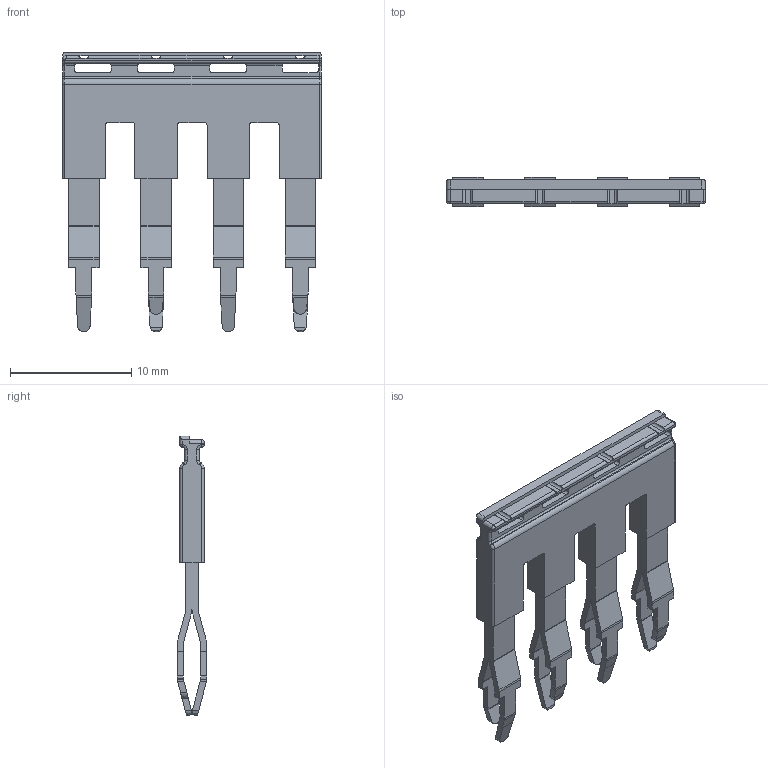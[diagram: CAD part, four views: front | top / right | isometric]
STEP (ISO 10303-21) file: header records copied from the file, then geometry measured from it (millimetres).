
FILE_DESCRIPTION(/* description */ (''),/* implementation_level */ '2;1');
FILE_NAME(/* name */ 'JX4_4.stp',/* time_stamp */ '2016-06-24T16:19:58-04:00',/* author */ ('CAD Station'),/* organization */ (''),/* preprocessor_version */ 'ST-DEVELOPER v16.1',/* originating_system */ 'Autodesk Inventor 2016',/* authorisation */ '');
FILE_SCHEMA (('AUTOMOTIVE_DESIGN { 1 0 10303 214 3 1 1 }'));
Length unit declared in the file: metre
Products named in the file (1): JX4_4
Bounding box: 21.34 x 2.42 x 23.04 mm (x, y, z)
Volume: 428.7 mm3; surface area: 990.3 mm2
Topology: 1 solids, 1 shells, 388 faces, 1133 edges, 730 vertices
Faces by surface type: plane 243, cylinder 111, bspline 17, torus 12, sphere 5
Entity records: 13980 total; most frequent: CARTESIAN_POINT 3276, ORIENTED_EDGE 2256, DIRECTION 2051, EDGE_CURVE 1128, LINE 793, VECTOR 793, VERTEX_POINT 730, AXIS2_PLACEMENT_3D 629
